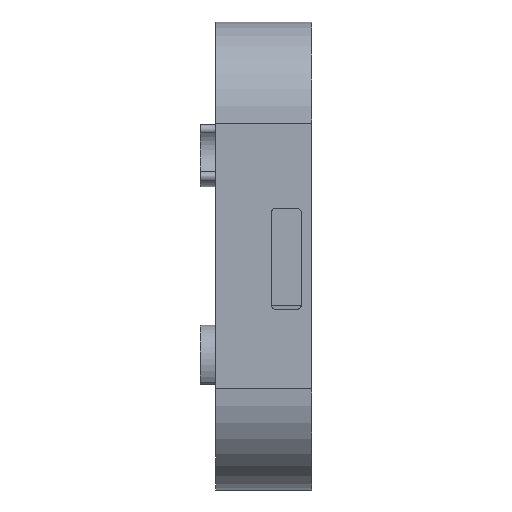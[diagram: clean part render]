
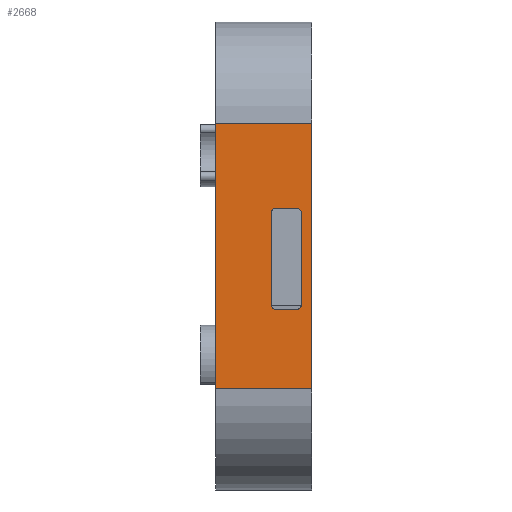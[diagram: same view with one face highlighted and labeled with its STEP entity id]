
A CAD part, left-side view. The second image highlights one B-rep face of the part: STEP entity #2668.
In plain terms, the highlighted planar face has unit normal (-1, 0, 0).
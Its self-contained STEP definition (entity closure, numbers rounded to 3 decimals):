
#50 = LINE ( 'NONE', #4305, #6450 ) ;
#200 = DIRECTION ( 'NONE',  ( 0., 1., 0. ) ) ;
#291 = ORIENTED_EDGE ( 'NONE', *, *, #2166, .T. ) ;
#297 = EDGE_CURVE ( 'NONE', #3527, #1820, #6709, .T. ) ;
#329 = CARTESIAN_POINT ( 'NONE',  ( -6.335, 5.934, 73.241 ) ) ;
#420 = CARTESIAN_POINT ( 'NONE',  ( -6.335, 13.934, 82.166 ) ) ;
#445 = CIRCLE ( 'NONE', #4029, 0.5 ) ;
#603 = CARTESIAN_POINT ( 'NONE',  ( -6.335, 5.434, 63.741 ) ) ;
#647 = DIRECTION ( 'NONE',  ( 0., 0., 1. ) ) ;
#661 = CARTESIAN_POINT ( 'NONE',  ( -6.335, 7.934, 73.241 ) ) ;
#676 = AXIS2_PLACEMENT_3D ( 'NONE', #3854, #3783, #5179 ) ;
#754 = VERTEX_POINT ( 'NONE', #1227 ) ;
#820 = CIRCLE ( 'NONE', #6465, 0.5 ) ;
#927 = ORIENTED_EDGE ( 'NONE', *, *, #4098, .T. ) ;
#1053 = CARTESIAN_POINT ( 'NONE',  ( -6.335, 5.434, 64.241 ) ) ;
#1194 = CARTESIAN_POINT ( 'NONE',  ( -6.335, 8.434, 63.741 ) ) ;
#1219 = DIRECTION ( 'NONE',  ( 0., 0., -1. ) ) ;
#1227 = CARTESIAN_POINT ( 'NONE',  ( -6.335, 8.434, 64.241 ) ) ;
#1249 = FACE_BOUND ( 'NONE', #2196, .T. ) ;
#1434 = EDGE_CURVE ( 'NONE', #4952, #1816, #4490, .T. ) ;
#1447 = CIRCLE ( 'NONE', #2481, 0.5 ) ;
#1747 = ORIENTED_EDGE ( 'NONE', *, *, #2870, .T. ) ;
#1800 = PLANE ( 'NONE',  #2708 ) ;
#1816 = VERTEX_POINT ( 'NONE', #7621 ) ;
#1820 = VERTEX_POINT ( 'NONE', #6291 ) ;
#1987 = CARTESIAN_POINT ( 'NONE',  ( -6.335, 5.434, 73.241 ) ) ;
#2166 = EDGE_CURVE ( 'NONE', #7642, #4952, #820, .T. ) ;
#2190 = LINE ( 'NONE', #2800, #7873 ) ;
#2196 = EDGE_LOOP ( 'NONE', ( #7519, #7386, #5021, #291, #6935, #4085, #2576, #4374 ) ) ;
#2298 = CARTESIAN_POINT ( 'NONE',  ( -6.335, 4.434, 55.886 ) ) ;
#2435 = EDGE_CURVE ( 'NONE', #1816, #4370, #1447, .T. ) ;
#2481 = AXIS2_PLACEMENT_3D ( 'NONE', #329, #3468, #7855 ) ;
#2561 = EDGE_CURVE ( 'NONE', #5310, #3459, #50, .T. ) ;
#2576 = ORIENTED_EDGE ( 'NONE', *, *, #5758, .F. ) ;
#2607 = VECTOR ( 'NONE', #6957, 1000. ) ;
#2668 = ADVANCED_FACE ( 'NONE', ( #1249, #3705 ), #1800, .F. ) ;
#2688 = EDGE_CURVE ( 'NONE', #3527, #754, #2973, .T. ) ;
#2708 = AXIS2_PLACEMENT_3D ( 'NONE', #7450, #6040, #200 ) ;
#2800 = CARTESIAN_POINT ( 'NONE',  ( -6.335, 0., 55.886 ) ) ;
#2870 = EDGE_CURVE ( 'NONE', #4969, #3422, #2190, .T. ) ;
#2973 = CIRCLE ( 'NONE', #676, 0.5 ) ;
#3139 = VECTOR ( 'NONE', #3654, 1000. ) ;
#3165 = EDGE_CURVE ( 'NONE', #754, #7642, #5001, .T. ) ;
#3422 = VERTEX_POINT ( 'NONE', #2298 ) ;
#3459 = VERTEX_POINT ( 'NONE', #420 ) ;
#3468 = DIRECTION ( 'NONE',  ( 1., 0., 0. ) ) ;
#3527 = VERTEX_POINT ( 'NONE', #5639 ) ;
#3616 = LINE ( 'NONE', #603, #5804 ) ;
#3654 = DIRECTION ( 'NONE',  ( 0., -1., 0. ) ) ;
#3690 = DIRECTION ( 'NONE',  ( 0., 0., 1. ) ) ;
#3705 = FACE_OUTER_BOUND ( 'NONE', #6255, .T. ) ;
#3742 = CARTESIAN_POINT ( 'NONE',  ( -6.335, 4.434, 82.166 ) ) ;
#3783 = DIRECTION ( 'NONE',  ( 1., 0., 0. ) ) ;
#3854 = CARTESIAN_POINT ( 'NONE',  ( -6.335, 7.934, 64.241 ) ) ;
#3897 = DIRECTION ( 'NONE',  ( 0., 0., -1. ) ) ;
#3974 = DIRECTION ( 'NONE',  ( 0., 0., 1. ) ) ;
#4029 = AXIS2_PLACEMENT_3D ( 'NONE', #6315, #7608, #3897 ) ;
#4085 = ORIENTED_EDGE ( 'NONE', *, *, #2435, .T. ) ;
#4098 = EDGE_CURVE ( 'NONE', #3422, #5310, #5995, .T. ) ;
#4305 = CARTESIAN_POINT ( 'NONE',  ( -6.335, 0., 82.166 ) ) ;
#4370 = VERTEX_POINT ( 'NONE', #1987 ) ;
#4374 = ORIENTED_EDGE ( 'NONE', *, *, #5076, .T. ) ;
#4400 = CARTESIAN_POINT ( 'NONE',  ( -6.335, 8.434, 63.741 ) ) ;
#4490 = LINE ( 'NONE', #7682, #2607 ) ;
#4857 = VECTOR ( 'NONE', #5381, 1000. ) ;
#4952 = VERTEX_POINT ( 'NONE', #7336 ) ;
#4969 = VERTEX_POINT ( 'NONE', #5475 ) ;
#5001 = LINE ( 'NONE', #4400, #7491 ) ;
#5021 = ORIENTED_EDGE ( 'NONE', *, *, #3165, .T. ) ;
#5076 = EDGE_CURVE ( 'NONE', #6185, #1820, #445, .T. ) ;
#5168 = VECTOR ( 'NONE', #3974, 1000. ) ;
#5179 = DIRECTION ( 'NONE',  ( 0., 0., -1. ) ) ;
#5259 = LINE ( 'NONE', #5948, #4857 ) ;
#5310 = VERTEX_POINT ( 'NONE', #3742 ) ;
#5381 = DIRECTION ( 'NONE',  ( 0., 0., -1. ) ) ;
#5475 = CARTESIAN_POINT ( 'NONE',  ( -6.335, 13.934, 55.886 ) ) ;
#5594 = DIRECTION ( 'NONE',  ( 0., 1., 0. ) ) ;
#5639 = CARTESIAN_POINT ( 'NONE',  ( -6.335, 7.934, 63.741 ) ) ;
#5758 = EDGE_CURVE ( 'NONE', #6185, #4370, #3616, .T. ) ;
#5804 = VECTOR ( 'NONE', #647, 1000. ) ;
#5948 = CARTESIAN_POINT ( 'NONE',  ( -6.335, 13.934, 53.876 ) ) ;
#5995 = LINE ( 'NONE', #7850, #5168 ) ;
#6040 = DIRECTION ( 'NONE',  ( 1., 0., 0. ) ) ;
#6185 = VERTEX_POINT ( 'NONE', #1053 ) ;
#6255 = EDGE_LOOP ( 'NONE', ( #7595, #1747, #927, #6431 ) ) ;
#6291 = CARTESIAN_POINT ( 'NONE',  ( -6.335, 5.934, 63.741 ) ) ;
#6315 = CARTESIAN_POINT ( 'NONE',  ( -6.335, 5.934, 64.241 ) ) ;
#6431 = ORIENTED_EDGE ( 'NONE', *, *, #2561, .T. ) ;
#6450 = VECTOR ( 'NONE', #5594, 1000. ) ;
#6465 = AXIS2_PLACEMENT_3D ( 'NONE', #661, #6692, #1219 ) ;
#6625 = EDGE_CURVE ( 'NONE', #3459, #4969, #5259, .T. ) ;
#6692 = DIRECTION ( 'NONE',  ( 1., 0., 0. ) ) ;
#6709 = LINE ( 'NONE', #1194, #3139 ) ;
#6935 = ORIENTED_EDGE ( 'NONE', *, *, #1434, .T. ) ;
#6957 = DIRECTION ( 'NONE',  ( 0., -1., 0. ) ) ;
#7074 = DIRECTION ( 'NONE',  ( 0., -1., 0. ) ) ;
#7076 = CARTESIAN_POINT ( 'NONE',  ( -6.335, 8.434, 73.241 ) ) ;
#7336 = CARTESIAN_POINT ( 'NONE',  ( -6.335, 7.934, 73.741 ) ) ;
#7386 = ORIENTED_EDGE ( 'NONE', *, *, #2688, .T. ) ;
#7450 = CARTESIAN_POINT ( 'NONE',  ( -6.335, 0., 0. ) ) ;
#7491 = VECTOR ( 'NONE', #3690, 1000. ) ;
#7519 = ORIENTED_EDGE ( 'NONE', *, *, #297, .F. ) ;
#7595 = ORIENTED_EDGE ( 'NONE', *, *, #6625, .T. ) ;
#7608 = DIRECTION ( 'NONE',  ( 1., 0., 0. ) ) ;
#7621 = CARTESIAN_POINT ( 'NONE',  ( -6.335, 5.934, 73.741 ) ) ;
#7642 = VERTEX_POINT ( 'NONE', #7076 ) ;
#7682 = CARTESIAN_POINT ( 'NONE',  ( -6.335, 8.434, 73.741 ) ) ;
#7850 = CARTESIAN_POINT ( 'NONE',  ( -6.335, 4.434, 88.866 ) ) ;
#7855 = DIRECTION ( 'NONE',  ( 0., 0., -1. ) ) ;
#7873 = VECTOR ( 'NONE', #7074, 1000. ) ;
